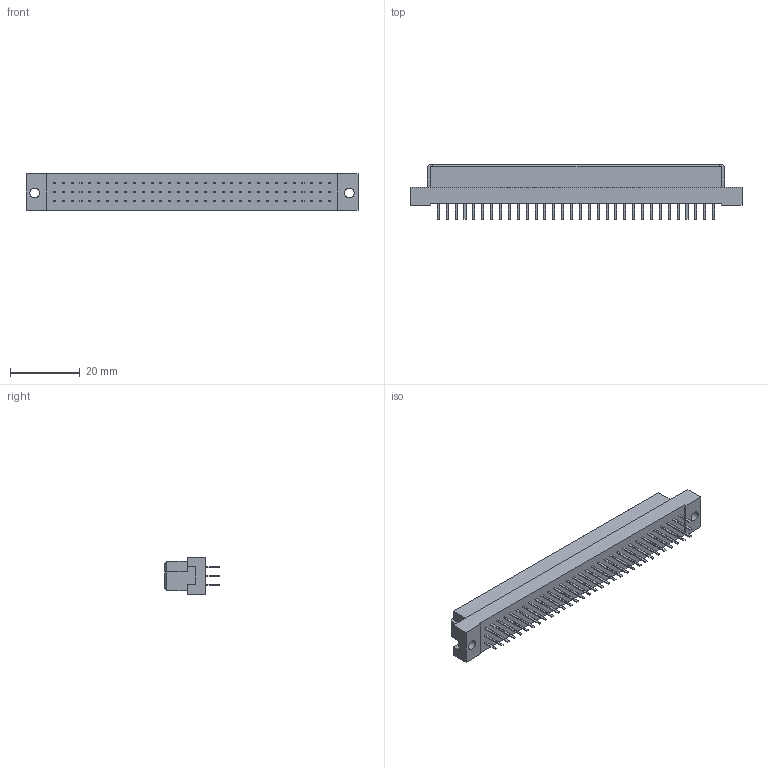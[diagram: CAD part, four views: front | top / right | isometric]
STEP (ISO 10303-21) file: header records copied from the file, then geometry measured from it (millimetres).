
FILE_DESCRIPTION((''),'2;1');
FILE_NAME('86093968114755V1LF_SW0002','2010-01-19T',('rkesavan'),('FCI - CDC Division'),'PRO/ENGINEER BY PARAMETRIC TECHNOLOGY CORPORATION, 2008010','PRO/ENGINEER BY PARAMETRIC TECHNOLOGY CORPORATION, 2008010','');
FILE_SCHEMA(('CONFIG_CONTROL_DESIGN'));
Length unit declared in the file: millimetre
Products named in the file (1): 86093968114755V1LF_SW0002
Bounding box: 95 x 15.6 x 10.5 mm (x, y, z)
Volume: 9220 mm3; surface area: 5045.8 mm2
Topology: 1 solids, 1 shells, 1008 faces, 2438 edges, 1624 vertices
Faces by surface type: plane 1004, cylinder 4
Entity records: 28824 total; most frequent: CARTESIAN_POINT 5070, ORIENTED_EDGE 4876, DIRECTION 4462, EDGE_CURVE 2438, VECTOR 2430, LINE 2430, VERTEX_POINT 1624, EDGE_LOOP 1204
